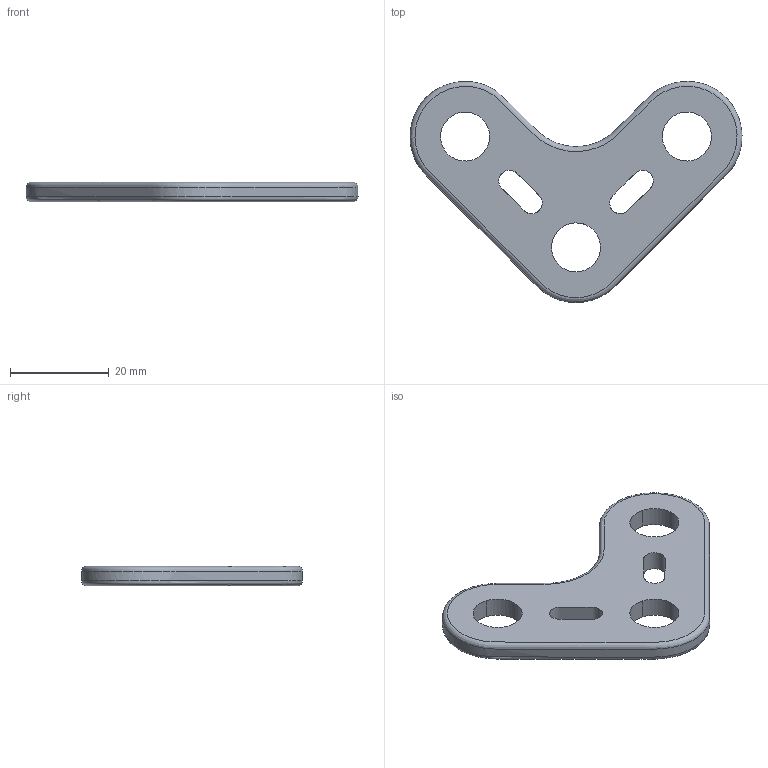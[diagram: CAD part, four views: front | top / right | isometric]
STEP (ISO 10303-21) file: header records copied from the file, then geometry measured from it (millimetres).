
FILE_DESCRIPTION((''),'2;1');
FILE_NAME('TG3.stp','2020-05-31T04:45:36',(''),(''),'AutoCAD STEP 2000i','AutoCAD 2000i',', , ');
FILE_SCHEMA(('CONFIG_CONTROL_DESIGN'));
Length unit declared in the file: millimetre
Products named in the file (2): TG3; PART1
Assembly tree (1 placements, depth 2):
  TG3
    PART1
Bounding box: 67.41 x 44.89 x 3.97 mm (x, y, z)
Volume: 5782.4 mm3; surface area: 4165.5 mm2
Topology: 1 solids, 1 shells, 16 faces, 62 edges, 48 vertices
Faces by surface type: cylinder 9, bspline 5, plane 2
Entity records: 3513 total; most frequent: CARTESIAN_POINT 2887, ORIENTED_EDGE 124, DIRECTION 90, EDGE_CURVE 62, VERTEX_POINT 48, AXIS2_PLACEMENT_3D 39, CIRCLE 26, EDGE_LOOP 26
